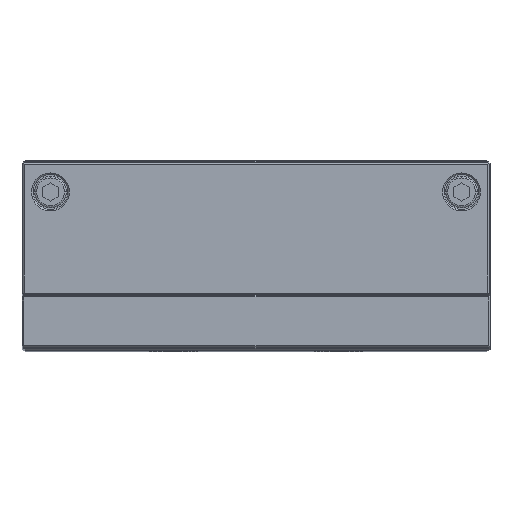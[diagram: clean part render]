
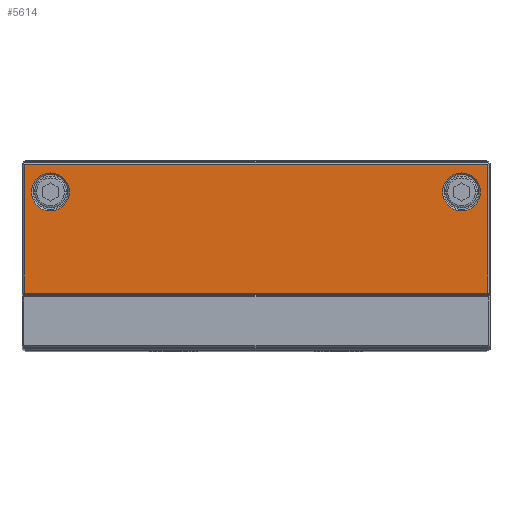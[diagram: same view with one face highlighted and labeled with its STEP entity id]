
A CAD part, top view. The second image highlights one B-rep face of the part: STEP entity #5614.
In plain terms, the highlighted planar face has unit normal (0, 0, 1).
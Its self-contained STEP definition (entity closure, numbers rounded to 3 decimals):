
#4561=FACE_BOUND('',#7759,.T.);
#4562=FACE_BOUND('',#7760,.T.);
#4563=FACE_BOUND('',#7761,.T.);
#4753=PLANE('',#23268);
#5614=ADVANCED_FACE('',(#4561,#4562,#4563),#4753,.T.);
#7759=EDGE_LOOP('',(#13171,#13172,#13173,#13174));
#7760=EDGE_LOOP('',(#13175,#13176));
#7761=EDGE_LOOP('',(#13177,#13178));
#8977=LINE('',#29015,#11024);
#8978=LINE('',#29018,#11025);
#8979=LINE('',#29020,#11026);
#8980=LINE('',#29022,#11027);
#11024=VECTOR('',#24584,1.);
#11025=VECTOR('',#24585,1.);
#11026=VECTOR('',#24586,1.);
#11027=VECTOR('',#24587,1.);
#13171=ORIENTED_EDGE('',*,*,#20277,.T.);
#13172=ORIENTED_EDGE('',*,*,#20278,.T.);
#13173=ORIENTED_EDGE('',*,*,#20279,.T.);
#13174=ORIENTED_EDGE('',*,*,#20280,.T.);
#13175=ORIENTED_EDGE('',*,*,#20195,.T.);
#13176=ORIENTED_EDGE('',*,*,#20276,.T.);
#13177=ORIENTED_EDGE('',*,*,#20199,.T.);
#13178=ORIENTED_EDGE('',*,*,#20275,.T.);
#18435=VERTEX_POINT('',#28844);
#18436=VERTEX_POINT('',#28846);
#18439=VERTEX_POINT('',#28853);
#18440=VERTEX_POINT('',#28855);
#18489=VERTEX_POINT('',#29016);
#18490=VERTEX_POINT('',#29017);
#18491=VERTEX_POINT('',#29019);
#18492=VERTEX_POINT('',#29021);
#20195=EDGE_CURVE('',#18436,#18435,#22903,.T.);
#20199=EDGE_CURVE('',#18440,#18439,#22905,.T.);
#20275=EDGE_CURVE('',#18439,#18440,#22928,.T.);
#20276=EDGE_CURVE('',#18435,#18436,#22929,.T.);
#20277=EDGE_CURVE('',#18489,#18490,#8977,.T.);
#20278=EDGE_CURVE('',#18490,#18491,#8978,.T.);
#20279=EDGE_CURVE('',#18491,#18492,#8979,.T.);
#20280=EDGE_CURVE('',#18492,#18489,#8980,.T.);
#22903=CIRCLE('',#23206,6.);
#22905=CIRCLE('',#23209,6.);
#22928=CIRCLE('',#23264,6.);
#22929=CIRCLE('',#23266,6.);
#23206=AXIS2_PLACEMENT_3D('',#28845,#24405,#24406);
#23209=AXIS2_PLACEMENT_3D('',#28854,#24413,#24414);
#23264=AXIS2_PLACEMENT_3D('',#29011,#24576,#24577);
#23266=AXIS2_PLACEMENT_3D('',#29013,#24580,#24581);
#23268=AXIS2_PLACEMENT_3D('',#29023,#24588,#24589);
#24405=DIRECTION('',(0.,0.,-1.));
#24406=DIRECTION('',(1.,0.,0.));
#24413=DIRECTION('',(0.,0.,-1.));
#24414=DIRECTION('',(1.,0.,0.));
#24576=DIRECTION('',(0.,0.,-1.));
#24577=DIRECTION('',(1.,0.,0.));
#24580=DIRECTION('',(0.,0.,-1.));
#24581=DIRECTION('',(1.,0.,0.));
#24584=DIRECTION('',(0.,-1.,0.));
#24585=DIRECTION('',(1.,0.,0.));
#24586=DIRECTION('',(0.,1.,0.));
#24587=DIRECTION('',(-1.,0.,0.));
#24588=DIRECTION('',(0.,0.,1.));
#24589=DIRECTION('',(1.,0.,0.));
#28844=CARTESIAN_POINT('',(59.,49.85,239.5));
#28845=CARTESIAN_POINT('',(65.,49.85,239.5));
#28846=CARTESIAN_POINT('',(71.,49.85,239.5));
#28853=CARTESIAN_POINT('',(-71.,49.85,239.5));
#28854=CARTESIAN_POINT('',(-65.,49.85,239.5));
#28855=CARTESIAN_POINT('',(-59.,49.85,239.5));
#29011=CARTESIAN_POINT('',(-65.,49.85,239.5));
#29013=CARTESIAN_POINT('',(65.,49.85,239.5));
#29015=CARTESIAN_POINT('',(-73.25,17.85,239.5));
#29016=CARTESIAN_POINT('',(-73.25,58.55,239.5));
#29017=CARTESIAN_POINT('',(-73.25,17.85,239.5));
#29018=CARTESIAN_POINT('',(73.25,17.85,239.5));
#29019=CARTESIAN_POINT('',(73.25,17.85,239.5));
#29020=CARTESIAN_POINT('',(73.25,58.55,239.5));
#29021=CARTESIAN_POINT('',(73.25,58.55,239.5));
#29022=CARTESIAN_POINT('',(-73.25,58.55,239.5));
#29023=CARTESIAN_POINT('',(-73.75,17.35,239.5));
